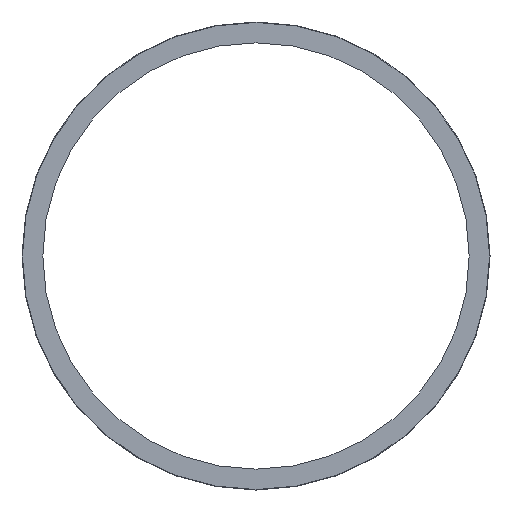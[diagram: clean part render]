
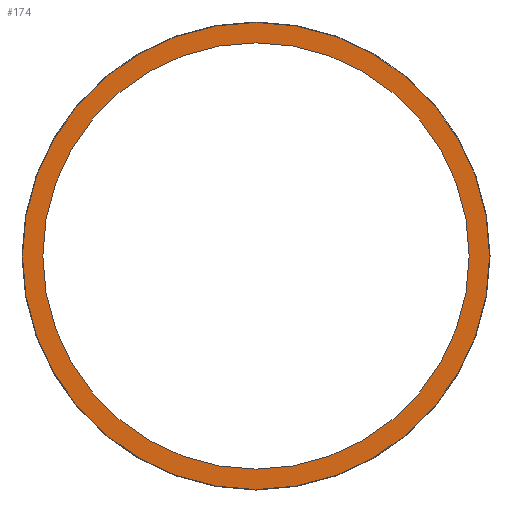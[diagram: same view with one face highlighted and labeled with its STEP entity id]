
A CAD part, front view. The second image highlights one B-rep face of the part: STEP entity #174.
In plain terms, the highlighted planar face has unit normal (0, -1, 0).
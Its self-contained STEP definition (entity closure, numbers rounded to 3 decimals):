
#21 = EDGE_CURVE('',#22,#22,#24,.T.);
#22 = VERTEX_POINT('',#23);
#23 = CARTESIAN_POINT('',(-274.5,0.,
    0.));
#24 = SURFACE_CURVE('',#25,(#30,#64),.PCURVE_S1.);
#25 = CIRCLE('',#26,274.5);
#26 = AXIS2_PLACEMENT_3D('',#27,#28,#29);
#27 = CARTESIAN_POINT('',(0.,0.,0.));
#28 = DIRECTION('',(0.,1.,0.));
#29 = DIRECTION('',(1.,0.,0.));
#30 = PCURVE('',#31,#36);
#31 = CONICAL_SURFACE('',#32,274.75,0.785);
#32 = AXIS2_PLACEMENT_3D('',#33,#34,#35);
#33 = CARTESIAN_POINT('',(0.,0.25,0.));
#34 = DIRECTION('',(0.,1.,0.));
#35 = DIRECTION('',(1.,0.,0.));
#36 = DEFINITIONAL_REPRESENTATION('',(#37),#63);
#37 = B_SPLINE_CURVE_WITH_KNOTS('',3,(#38,#39,#40,#41,#42,#43,#44,#45,
    #46,#47,#48,#49,#50,#51,#52,#53,#54,#55,#56,#57,#58,#59,#60,#61,#62)
  ,.UNSPECIFIED.,.F.,.F.,(4,1,1,1,1,1,1,1,1,1,1,1,1,1,1,1,1,1,1,1,1,1,4)
  ,(3.142,3.427,3.713,3.998,
    4.284,4.57,4.855,5.141,
    5.426,5.712,5.998,6.283,
    6.569,6.854,7.14,7.426,
    7.711,7.997,8.282,8.568,
    8.854,9.139,9.425),.QUASI_UNIFORM_KNOTS.);
#38 = CARTESIAN_POINT('',(3.142,-0.25));
#39 = CARTESIAN_POINT('',(3.237,-0.25));
#40 = CARTESIAN_POINT('',(3.427,-0.25));
#41 = CARTESIAN_POINT('',(3.713,-0.25));
#42 = CARTESIAN_POINT('',(3.998,-0.25));
#43 = CARTESIAN_POINT('',(4.284,-0.25));
#44 = CARTESIAN_POINT('',(4.57,-0.25));
#45 = CARTESIAN_POINT('',(4.855,-0.25));
#46 = CARTESIAN_POINT('',(5.141,-0.25));
#47 = CARTESIAN_POINT('',(5.426,-0.25));
#48 = CARTESIAN_POINT('',(5.712,-0.25));
#49 = CARTESIAN_POINT('',(5.998,-0.25));
#50 = CARTESIAN_POINT('',(6.283,-0.25));
#51 = CARTESIAN_POINT('',(6.569,-0.25));
#52 = CARTESIAN_POINT('',(6.854,-0.25));
#53 = CARTESIAN_POINT('',(7.14,-0.25));
#54 = CARTESIAN_POINT('',(7.426,-0.25));
#55 = CARTESIAN_POINT('',(7.711,-0.25));
#56 = CARTESIAN_POINT('',(7.997,-0.25));
#57 = CARTESIAN_POINT('',(8.282,-0.25));
#58 = CARTESIAN_POINT('',(8.568,-0.25));
#59 = CARTESIAN_POINT('',(8.854,-0.25));
#60 = CARTESIAN_POINT('',(9.139,-0.25));
#61 = CARTESIAN_POINT('',(9.33,-0.25));
#62 = CARTESIAN_POINT('',(9.425,-0.25));
#63 = ( GEOMETRIC_REPRESENTATION_CONTEXT(2) 
PARAMETRIC_REPRESENTATION_CONTEXT() REPRESENTATION_CONTEXT('2D SPACE',''
  ) );
#64 = PCURVE('',#65,#70);
#65 = PLANE('',#66);
#66 = AXIS2_PLACEMENT_3D('',#67,#68,#69);
#67 = CARTESIAN_POINT('',(-262.75,0.,0.));
#68 = DIRECTION('',(0.,-1.,0.));
#69 = DIRECTION('',(0.,0.,-1.));
#70 = DEFINITIONAL_REPRESENTATION('',(#71),#79);
#71 = ( BOUNDED_CURVE() B_SPLINE_CURVE(2,(#72,#73,#74,#75,#76,#77,#78),
.UNSPECIFIED.,.T.,.F.) B_SPLINE_CURVE_WITH_KNOTS((1,2,2,2,2,1),(
    -2.094,0.,2.094,4.189,6.283,
8.378),.UNSPECIFIED.) CURVE() GEOMETRIC_REPRESENTATION_ITEM() 
RATIONAL_B_SPLINE_CURVE((1.,0.5,1.,0.5,1.,0.5,1.)) REPRESENTATION_ITEM(
  '') );
#72 = CARTESIAN_POINT('',(0.,537.25));
#73 = CARTESIAN_POINT('',(475.448,537.25));
#74 = CARTESIAN_POINT('',(237.724,125.5));
#75 = CARTESIAN_POINT('',(0.,-286.25));
#76 = CARTESIAN_POINT('',(-237.724,125.5));
#77 = CARTESIAN_POINT('',(-475.448,537.25));
#78 = CARTESIAN_POINT('',(0.,537.25));
#79 = ( GEOMETRIC_REPRESENTATION_CONTEXT(2) 
PARAMETRIC_REPRESENTATION_CONTEXT() REPRESENTATION_CONTEXT('2D SPACE',''
  ) );
#174 = ADVANCED_FACE('',(#175,#178),#65,.T.);
#175 = FACE_BOUND('',#176,.T.);
#176 = EDGE_LOOP('',(#177));
#177 = ORIENTED_EDGE('',*,*,#21,.F.);
#178 = FACE_BOUND('',#179,.T.);
#179 = EDGE_LOOP('',(#180));
#180 = ORIENTED_EDGE('',*,*,#181,.T.);
#181 = EDGE_CURVE('',#182,#182,#184,.T.);
#182 = VERTEX_POINT('',#183);
#183 = CARTESIAN_POINT('',(-250.5,0.,0.));
#184 = SURFACE_CURVE('',#185,(#190,#201),.PCURVE_S1.);
#185 = CIRCLE('',#186,250.5);
#186 = AXIS2_PLACEMENT_3D('',#187,#188,#189);
#187 = CARTESIAN_POINT('',(0.,0.,0.));
#188 = DIRECTION('',(0.,1.,0.));
#189 = DIRECTION('',(-1.,0.,0.));
#190 = PCURVE('',#65,#191);
#191 = DEFINITIONAL_REPRESENTATION('',(#192),#200);
#192 = ( BOUNDED_CURVE() B_SPLINE_CURVE(2,(#193,#194,#195,#196,#197,#198
,#199),.UNSPECIFIED.,.F.,.F.) B_SPLINE_CURVE_WITH_KNOTS((1,2,2,2,2,1),(
    -2.094,0.,2.094,4.189,6.283,
8.378),.UNSPECIFIED.) CURVE() GEOMETRIC_REPRESENTATION_ITEM() 
RATIONAL_B_SPLINE_CURVE((1.,0.5,1.,0.5,1.,0.5,1.)) REPRESENTATION_ITEM(
  '') );
#193 = CARTESIAN_POINT('',(0.,12.25));
#194 = CARTESIAN_POINT('',(-433.879,12.25));
#195 = CARTESIAN_POINT('',(-216.939,388.));
#196 = CARTESIAN_POINT('',(0.,763.75));
#197 = CARTESIAN_POINT('',(216.939,388.));
#198 = CARTESIAN_POINT('',(433.879,12.25));
#199 = CARTESIAN_POINT('',(0.,12.25));
#200 = ( GEOMETRIC_REPRESENTATION_CONTEXT(2) 
PARAMETRIC_REPRESENTATION_CONTEXT() REPRESENTATION_CONTEXT('2D SPACE',''
  ) );
#201 = PCURVE('',#202,#207);
#202 = CYLINDRICAL_SURFACE('',#203,250.5);
#203 = AXIS2_PLACEMENT_3D('',#204,#205,#206);
#204 = CARTESIAN_POINT('',(0.,2.25,0.));
#205 = DIRECTION('',(0.,1.,0.));
#206 = DIRECTION('',(-1.,0.,0.));
#207 = DEFINITIONAL_REPRESENTATION('',(#208),#234);
#208 = B_SPLINE_CURVE_WITH_KNOTS('',3,(#209,#210,#211,#212,#213,#214,
    #215,#216,#217,#218,#219,#220,#221,#222,#223,#224,#225,#226,#227,
    #228,#229,#230,#231,#232,#233),.UNSPECIFIED.,.F.,.F.,(4,1,1,1,1,1,1,
    1,1,1,1,1,1,1,1,1,1,1,1,1,1,1,4),(0.,0.286,
    0.571,0.857,1.142,1.428,
    1.714,1.999,2.285,2.57,
    2.856,3.142,3.427,3.713,
    3.998,4.284,4.57,4.855,
    5.141,5.426,5.712,5.998,
    6.283),.QUASI_UNIFORM_KNOTS.);
#209 = CARTESIAN_POINT('',(0.,-2.25));
#210 = CARTESIAN_POINT('',(0.095,-2.25));
#211 = CARTESIAN_POINT('',(0.286,-2.25));
#212 = CARTESIAN_POINT('',(0.571,-2.25));
#213 = CARTESIAN_POINT('',(0.857,-2.25));
#214 = CARTESIAN_POINT('',(1.142,-2.25));
#215 = CARTESIAN_POINT('',(1.428,-2.25));
#216 = CARTESIAN_POINT('',(1.714,-2.25));
#217 = CARTESIAN_POINT('',(1.999,-2.25));
#218 = CARTESIAN_POINT('',(2.285,-2.25));
#219 = CARTESIAN_POINT('',(2.57,-2.25));
#220 = CARTESIAN_POINT('',(2.856,-2.25));
#221 = CARTESIAN_POINT('',(3.142,-2.25));
#222 = CARTESIAN_POINT('',(3.427,-2.25));
#223 = CARTESIAN_POINT('',(3.713,-2.25));
#224 = CARTESIAN_POINT('',(3.998,-2.25));
#225 = CARTESIAN_POINT('',(4.284,-2.25));
#226 = CARTESIAN_POINT('',(4.57,-2.25));
#227 = CARTESIAN_POINT('',(4.855,-2.25));
#228 = CARTESIAN_POINT('',(5.141,-2.25));
#229 = CARTESIAN_POINT('',(5.426,-2.25));
#230 = CARTESIAN_POINT('',(5.712,-2.25));
#231 = CARTESIAN_POINT('',(5.998,-2.25));
#232 = CARTESIAN_POINT('',(6.188,-2.25));
#233 = CARTESIAN_POINT('',(6.283,-2.25));
#234 = ( GEOMETRIC_REPRESENTATION_CONTEXT(2) 
PARAMETRIC_REPRESENTATION_CONTEXT() REPRESENTATION_CONTEXT('2D SPACE',''
  ) );
